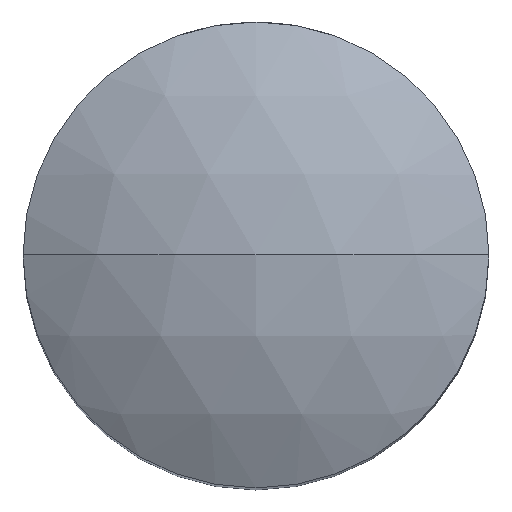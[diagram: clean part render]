
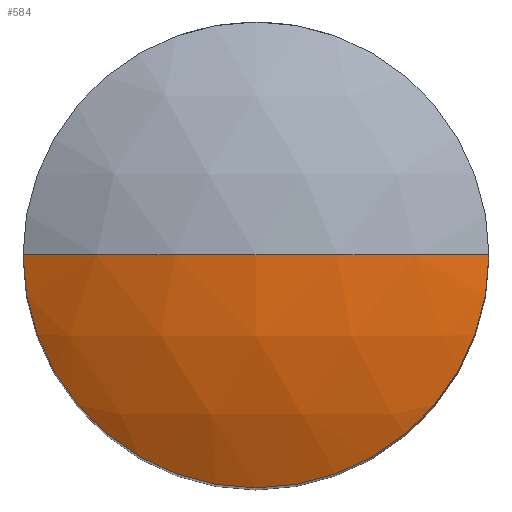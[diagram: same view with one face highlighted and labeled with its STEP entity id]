
A CAD part, top view. The second image highlights one B-rep face of the part: STEP entity #584.
In plain terms, the highlighted spherical face has radius 5 mm.
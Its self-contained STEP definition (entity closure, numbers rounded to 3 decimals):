
#4 = DIRECTION ( 'NONE',  ( 0., -1., 0. ) ) ;
#7 = CARTESIAN_POINT ( 'NONE',  ( 0., 0., 2.5 ) ) ;
#52 = AXIS2_PLACEMENT_3D ( 'NONE', #347, #4, #789 ) ;
#54 = VERTEX_POINT ( 'NONE', #569 ) ;
#62 = FACE_OUTER_BOUND ( 'NONE', #676, .T. ) ;
#125 = CARTESIAN_POINT ( 'NONE',  ( -2.5, 0., 6.83 ) ) ;
#176 = AXIS2_PLACEMENT_3D ( 'NONE', #608, #565, #561 ) ;
#177 = AXIS2_PLACEMENT_3D ( 'NONE', #778, #775, #728 ) ;
#182 = AXIS2_PLACEMENT_3D ( 'NONE', #7, #787, #834 ) ;
#308 = VERTEX_POINT ( 'NONE', #521 ) ;
#347 = CARTESIAN_POINT ( 'NONE',  ( 0., 0., 2.5 ) ) ;
#354 = EDGE_CURVE ( 'NONE', #308, #553, #680, .T. ) ;
#367 = EDGE_CURVE ( 'NONE', #54, #553, #792, .T. ) ;
#376 = EDGE_CURVE ( 'NONE', #308, #54, #507, .T. ) ;
#412 = ORIENTED_EDGE ( 'NONE', *, *, #367, .F. ) ;
#421 = SPHERICAL_SURFACE ( 'NONE', #52, 5. ) ;
#507 = CIRCLE ( 'NONE', #176, 5. ) ;
#518 = ORIENTED_EDGE ( 'NONE', *, *, #354, .T. ) ;
#521 = CARTESIAN_POINT ( 'NONE',  ( 0., 0., 7.5 ) ) ;
#553 = VERTEX_POINT ( 'NONE', #125 ) ;
#561 = DIRECTION ( 'NONE',  ( 0., 0., 1. ) ) ;
#565 = DIRECTION ( 'NONE',  ( 0., 1., 0. ) ) ;
#569 = CARTESIAN_POINT ( 'NONE',  ( 2.5, 0., 6.83 ) ) ;
#584 = ADVANCED_FACE ( 'NONE', ( #62 ), #421, .T. ) ;
#608 = CARTESIAN_POINT ( 'NONE',  ( 0., 0., 2.5 ) ) ;
#676 = EDGE_LOOP ( 'NONE', ( #720, #518, #412 ) ) ;
#680 = CIRCLE ( 'NONE', #182, 5. ) ;
#720 = ORIENTED_EDGE ( 'NONE', *, *, #376, .F. ) ;
#728 = DIRECTION ( 'NONE',  ( -1., 0., 0. ) ) ;
#775 = DIRECTION ( 'NONE',  ( 0., 0., -1. ) ) ;
#778 = CARTESIAN_POINT ( 'NONE',  ( 0., 0., 6.83 ) ) ;
#787 = DIRECTION ( 'NONE',  ( 0., -1., 0. ) ) ;
#789 = DIRECTION ( 'NONE',  ( 1., 0., 0. ) ) ;
#792 = CIRCLE ( 'NONE', #177, 2.5 ) ;
#834 = DIRECTION ( 'NONE',  ( 1., 0., 0. ) ) ;
